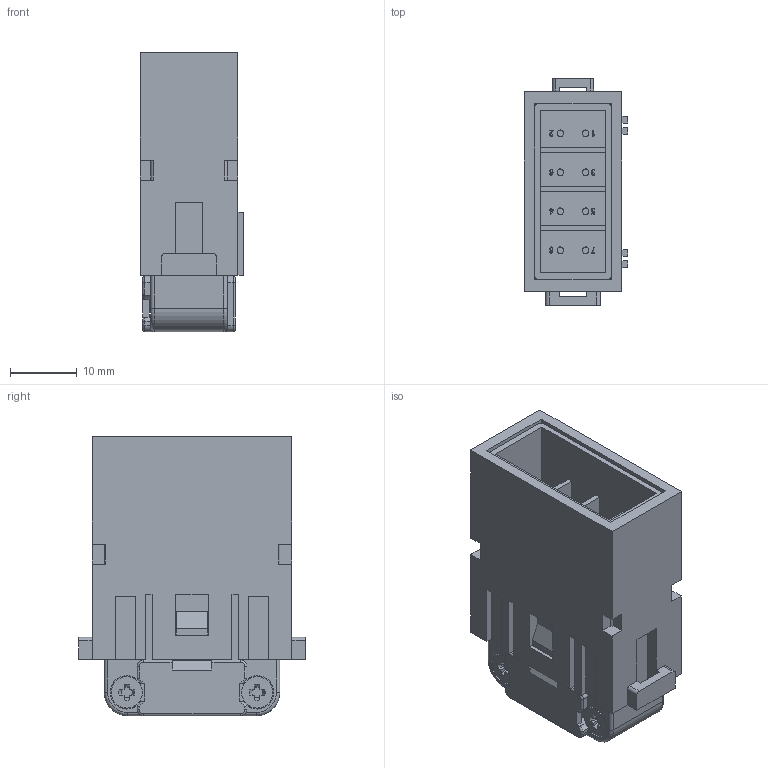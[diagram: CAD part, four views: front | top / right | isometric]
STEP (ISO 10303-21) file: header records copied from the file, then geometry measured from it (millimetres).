
FILE_DESCRIPTION(('Creo Elements/Direct Modeling STEP Export'),'2;1');
FILE_NAME('0lndrp341d4h2022196','2016-02-26T 9:04:16',(''),(''),'PTC Creo Elements/Direct Modeling STEP processor for AP214 (Solid Model)','PTC Creo Elements/Direct Modeling 19.0B 21-Mar-2015 (C) Parametric Technology GmbH','');
FILE_SCHEMA(('AUTOMOTIVE_DESIGN { 1 0 10303 214 1 1 1 1 }'));
Length unit declared in the file: millimetre
Products named in the file (2): CX_08_I6M
Assembly tree (1 placements, depth 2):
  CX_08_I6M
    CX_08_I6M
Bounding box: 15.6 x 34 x 41.95 mm (x, y, z)
Volume: 14019.5 mm3; surface area: 6869 mm2
Topology: 1 solids, 1 shells, 630 faces, 1802 edges, 1188 vertices
Faces by surface type: plane 532, cylinder 61, torus 16, cone 12, extrusion 9
Entity records: 22143 total; most frequent: CARTESIAN_POINT 4635, ORIENTED_EDGE 3604, DIRECTION 3016, EDGE_CURVE 1802, VECTOR 1590, LINE 1581, VERTEX_POINT 1188, AXIS2_PLACEMENT_3D 713
